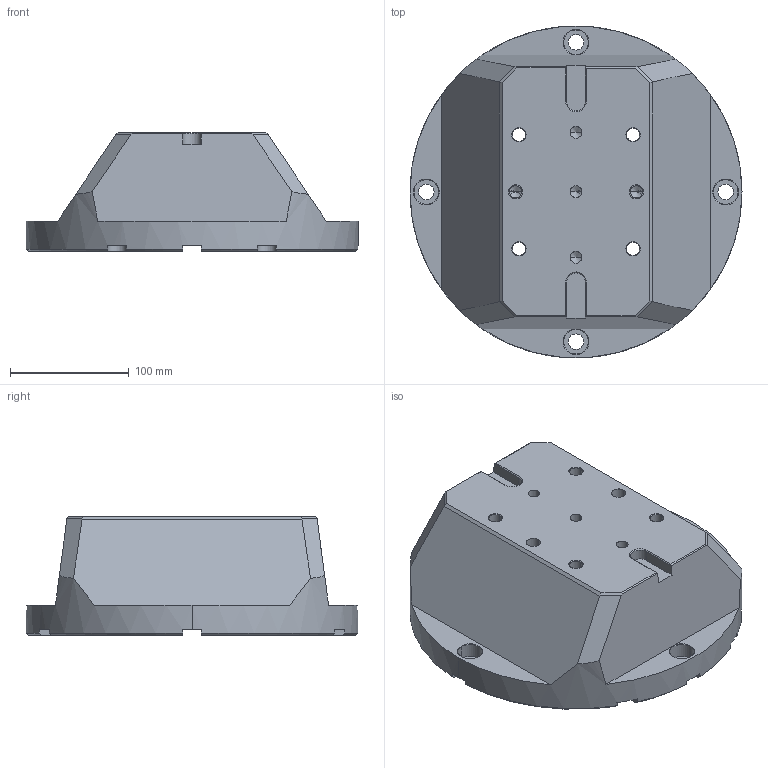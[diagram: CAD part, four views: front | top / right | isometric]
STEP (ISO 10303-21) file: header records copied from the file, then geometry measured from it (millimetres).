
FILE_DESCRIPTION (( 'STEP AP214' ), '1' );
FILE_NAME ('05-0090.STEP', '2024-10-10T15:54:43', ( '' ), ( '' ), 'SwSTEP 2.0', 'SolidWorks 2022', '' );
FILE_SCHEMA (( 'AUTOMOTIVE_DESIGN' ));
Length unit declared in the file: inch
Products named in the file (1): 05-0090
Bounding box: 279.4 x 279.35 x 100 mm (x, y, z)
Volume: 3199719.7 mm3; surface area: 226853.2 mm2
Topology: 1 solids, 1 shells, 224 faces, 562 edges, 345 vertices
Faces by surface type: cylinder 86, plane 80, cone 58
Entity records: 9143 total; most frequent: CARTESIAN_POINT 1214, DIRECTION 1184, ORIENTED_EDGE 1072, EDGE_CURVE 536, AXIS2_PLACEMENT_3D 459, VERTEX_POINT 345, EDGE_LOOP 271, LINE 266
